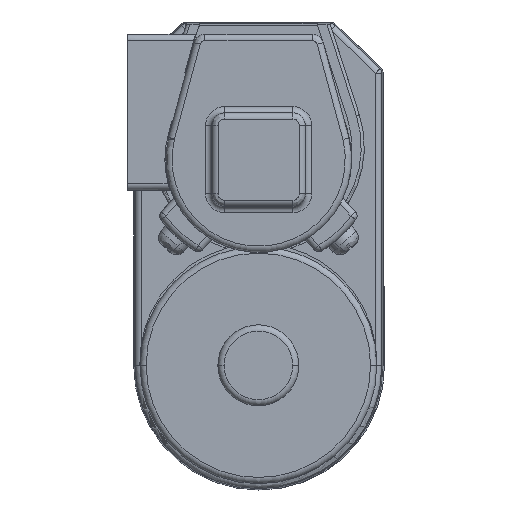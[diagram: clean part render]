
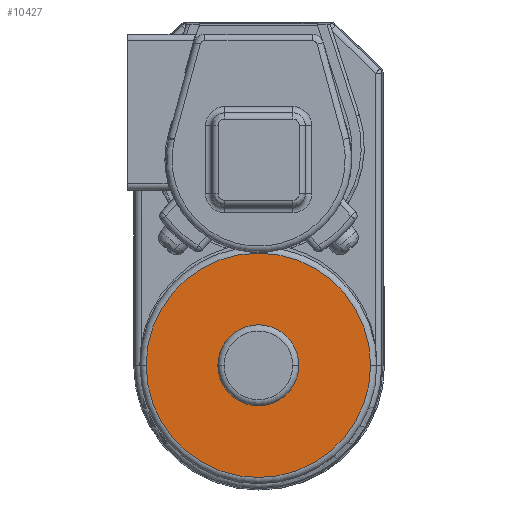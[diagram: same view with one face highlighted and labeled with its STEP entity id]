
A CAD part, left-side view. The second image highlights one B-rep face of the part: STEP entity #10427.
In plain terms, the highlighted face is planar.
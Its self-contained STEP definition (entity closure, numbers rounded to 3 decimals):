
#10273=CARTESIAN_POINT('',(0.,73.,0.));
#10274=DIRECTION('',(0.,1.,0.));
#10275=DIRECTION('',(1.,0.,0.));
#10276=AXIS2_PLACEMENT_3D('',#10273,#10274,#10275);
#10278=CARTESIAN_POINT('',(0.,73.,0.));
#10279=DIRECTION('',(0.,1.,0.));
#10280=DIRECTION('',(-1.,0.,0.));
#10281=AXIS2_PLACEMENT_3D('',#10278,#10279,#10280);
#10283=CARTESIAN_POINT('',(0.,73.,0.));
#10284=DIRECTION('',(0.,1.,0.));
#10285=DIRECTION('',(1.,0.,0.));
#10286=AXIS2_PLACEMENT_3D('',#10283,#10284,#10285);
#10288=CARTESIAN_POINT('',(0.,73.,0.));
#10289=DIRECTION('',(0.,1.,0.));
#10290=DIRECTION('',(-1.,0.,0.));
#10291=AXIS2_PLACEMENT_3D('',#10288,#10289,#10290);
#10349=CARTESIAN_POINT('',(6.5,73.,0.));
#10350=CARTESIAN_POINT('',(-6.5,73.,0.));
#10351=VERTEX_POINT('',#10349);
#10352=VERTEX_POINT('',#10350);
#10353=CARTESIAN_POINT('',(18.,73.,0.));
#10354=CARTESIAN_POINT('',(-18.,73.,0.));
#10355=VERTEX_POINT('',#10353);
#10356=VERTEX_POINT('',#10354);
#10411=CARTESIAN_POINT('',(0.,73.,0.));
#10412=DIRECTION('',(0.,1.,0.));
#10413=DIRECTION('',(1.,0.,0.));
#10414=AXIS2_PLACEMENT_3D('',#10411,#10412,#10413);
#10415=PLANE('',#10414);
#10416=ORIENTED_EDGE('',*,*,#10401,.F.);
#10418=ORIENTED_EDGE('',*,*,#10417,.F.);
#10419=EDGE_LOOP('',(#10416,#10418));
#10420=FACE_OUTER_BOUND('',#10419,.F.);
#10422=ORIENTED_EDGE('',*,*,#10421,.T.);
#10424=ORIENTED_EDGE('',*,*,#10423,.T.);
#10425=EDGE_LOOP('',(#10422,#10424));
#10426=FACE_BOUND('',#10425,.F.);
#10277=CIRCLE('',#10276,6.5);
#10282=CIRCLE('',#10281,6.5);
#10287=CIRCLE('',#10286,18.);
#10292=CIRCLE('',#10291,18.);
#10401=EDGE_CURVE('',#10355,#10356,#10287,.T.);
#10417=EDGE_CURVE('',#10356,#10355,#10292,.T.);
#10421=EDGE_CURVE('',#10351,#10352,#10277,.T.);
#10423=EDGE_CURVE('',#10352,#10351,#10282,.T.);
#10427=ADVANCED_FACE('',(#10420,#10426),#10415,.T.);
